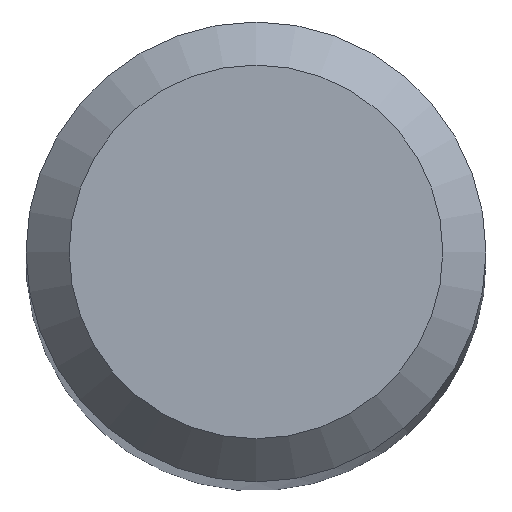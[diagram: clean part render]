
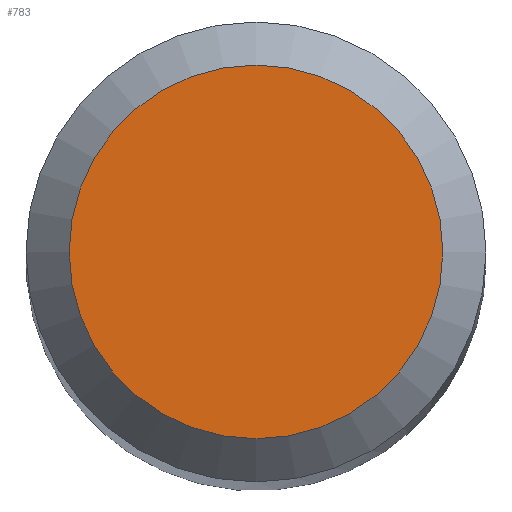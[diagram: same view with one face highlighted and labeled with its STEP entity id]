
A CAD part, top view. The second image highlights one B-rep face of the part: STEP entity #783.
In plain terms, the highlighted planar face has unit normal (0, 0, 1).
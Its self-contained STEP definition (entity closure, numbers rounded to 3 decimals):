
#111=PLANE('',#2094);
#214=FACE_OUTER_BOUND('',#904,.T.);
#783=ADVANCED_FACE('',(#214),#111,.T.);
#904=EDGE_LOOP('',(#1334));
#1334=ORIENTED_EDGE('',*,*,#1869,.T.);
#1619=VERTEX_POINT('',#3070);
#1869=EDGE_CURVE('',#1619,#1619,#1962,.T.);
#1962=CIRCLE('',#2093,6.497);
#2093=AXIS2_PLACEMENT_3D('',#3069,#2496,#2497);
#2094=AXIS2_PLACEMENT_3D('',#3071,#2498,#2499);
#2496=DIRECTION('',(0.,0.,1.));
#2497=DIRECTION('',(1.,0.,0.));
#2498=DIRECTION('',(0.,0.,1.));
#2499=DIRECTION('',(1.,0.,0.));
#3069=CARTESIAN_POINT('',(0.,0.,0.));
#3070=CARTESIAN_POINT('',(6.497,0.,0.));
#3071=CARTESIAN_POINT('',(0.,6.497,0.));
